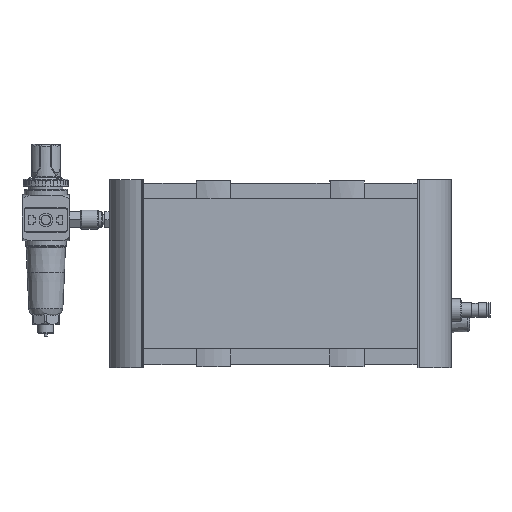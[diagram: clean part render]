
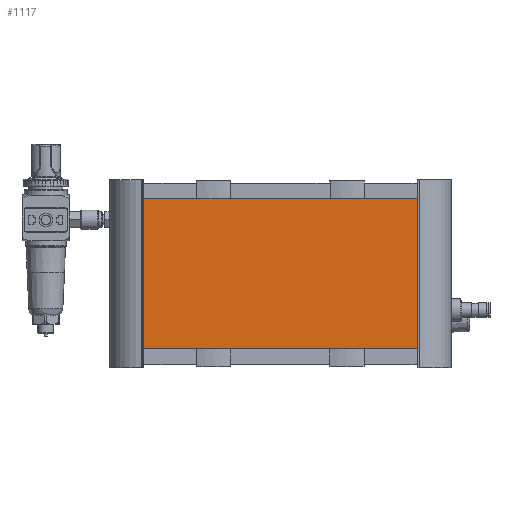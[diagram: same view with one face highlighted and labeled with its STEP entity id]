
A CAD part, left-side view. The second image highlights one B-rep face of the part: STEP entity #1117.
In plain terms, the highlighted planar face has unit normal (-1, 0, 0).
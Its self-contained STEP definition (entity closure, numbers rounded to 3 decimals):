
#941=CARTESIAN_POINT('',(0.239,223.431,146.0));
#942=VERTEX_POINT('',#941);
#958=CARTESIAN_POINT('',(0.239,270.217,146.));
#959=VERTEX_POINT('',#958);
#966=CARTESIAN_POINT('',(0.239,223.431,146.0));
#967=DIRECTION('',(0.0,1.0,0.0));
#968=VECTOR('',#967,46.787);
#969=LINE('',#966,#968);
#970=EDGE_CURVE('',#942,#959,#969,.T.);
#990=CARTESIAN_POINT('',(0.239,29.212,146.));
#991=VERTEX_POINT('',#990);
#998=CARTESIAN_POINT('',(0.239,29.212,14.067));
#999=VERTEX_POINT('',#998);
#1000=CARTESIAN_POINT('',(0.239,29.212,14.067));
#1001=DIRECTION('',(0.0,0.0,1.0));
#1002=VECTOR('',#1001,131.933);
#1003=LINE('',#1000,#1002);
#1004=EDGE_CURVE('',#999,#991,#1003,.T.);
#1020=CARTESIAN_POINT('',(0.239,76.037,146.));
#1021=VERTEX_POINT('',#1020);
#1031=CARTESIAN_POINT('',(0.239,29.212,146.));
#1032=DIRECTION('',(0.0,1.0,0.0));
#1033=VECTOR('',#1032,46.825);
#1034=LINE('',#1031,#1033);
#1035=EDGE_CURVE('',#991,#1021,#1034,.T.);
#1061=CARTESIAN_POINT('',(0.239,270.217,14.067));
#1062=VERTEX_POINT('',#1061);
#1063=CARTESIAN_POINT('',(0.239,270.217,14.067));
#1064=DIRECTION('',(0.0,-1.0,0.0));
#1065=VECTOR('',#1064,241.005);
#1066=LINE('',#1063,#1065);
#1067=EDGE_CURVE('',#1062,#999,#1066,.T.);
#1078=CARTESIAN_POINT('',(0.239,149.715,80.033));
#1079=DIRECTION('',(1.0,0.0,0.0));
#1080=DIRECTION('',(0.0,-1.0,0.0));
#1081=AXIS2_PLACEMENT_3D('',#1078,#1079,#1080);
#1082=PLANE('',#1081);
#1083=ORIENTED_EDGE('',*,*,#1067,.T.);
#1084=ORIENTED_EDGE('',*,*,#1004,.T.);
#1085=ORIENTED_EDGE('',*,*,#1035,.T.);
#1086=CARTESIAN_POINT('',(0.239,105.666,146.));
#1087=VERTEX_POINT('',#1086);
#1088=CARTESIAN_POINT('',(0.239,105.666,146.));
#1089=DIRECTION('',(0.0,-1.0,0.0));
#1090=VECTOR('',#1089,29.629);
#1091=LINE('',#1088,#1090);
#1092=EDGE_CURVE('',#1087,#1021,#1091,.T.);
#1093=ORIENTED_EDGE('',*,*,#1092,.F.);
#1094=CARTESIAN_POINT('',(0.239,193.802,146.));
#1095=VERTEX_POINT('',#1094);
#1096=CARTESIAN_POINT('',(0.239,105.666,146.));
#1097=DIRECTION('',(0.0,1.0,0.0));
#1098=VECTOR('',#1097,88.136);
#1099=LINE('',#1096,#1098);
#1100=EDGE_CURVE('',#1087,#1095,#1099,.T.);
#1101=ORIENTED_EDGE('',*,*,#1100,.T.);
#1102=CARTESIAN_POINT('',(0.239,223.431,146.));
#1103=DIRECTION('',(0.0,-1.0,0.0));
#1104=VECTOR('',#1103,29.629);
#1105=LINE('',#1102,#1104);
#1106=EDGE_CURVE('',#942,#1095,#1105,.T.);
#1107=ORIENTED_EDGE('',*,*,#1106,.F.);
#1108=ORIENTED_EDGE('',*,*,#970,.T.);
#1109=CARTESIAN_POINT('',(0.239,270.217,146.));
#1110=DIRECTION('',(0.0,0.0,-1.0));
#1111=VECTOR('',#1110,131.933);
#1112=LINE('',#1109,#1111);
#1113=EDGE_CURVE('',#959,#1062,#1112,.T.);
#1114=ORIENTED_EDGE('',*,*,#1113,.T.);
#1115=EDGE_LOOP('',(#1083,#1084,#1085,#1093,#1101,#1107,#1108,#1114));
#1116=FACE_OUTER_BOUND('',#1115,.T.);
#1117=ADVANCED_FACE('',(#1116),#1082,.F.);
